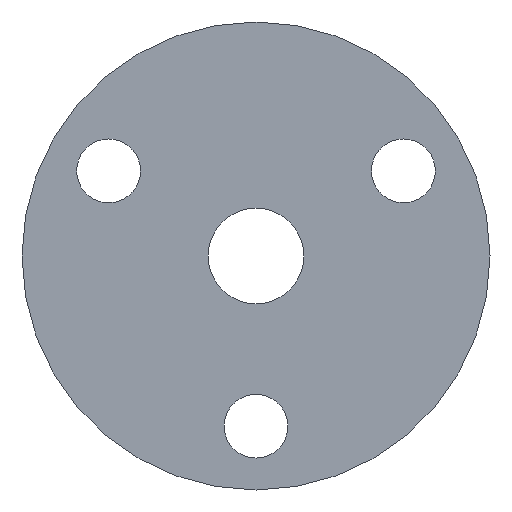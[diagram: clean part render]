
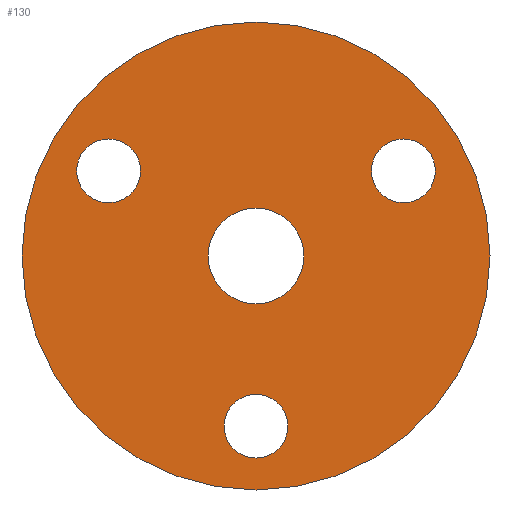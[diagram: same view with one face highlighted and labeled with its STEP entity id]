
A CAD part, front view. The second image highlights one B-rep face of the part: STEP entity #130.
In plain terms, the highlighted planar face has unit normal (0, -1, 0).
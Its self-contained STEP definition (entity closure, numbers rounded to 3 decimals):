
#35=PLANE('',#145);
#36=VERTEX_POINT('',#184);
#38=VERTEX_POINT('',#189);
#40=VERTEX_POINT('',#194);
#44=VERTEX_POINT('',#204);
#45=VERTEX_POINT('',#206);
#46=CIRCLE('',#134,1.5);
#48=CIRCLE('',#137,1.5);
#50=CIRCLE('',#140,1.5);
#54=CIRCLE('',#146,11.);
#55=CIRCLE('',#147,2.25);
#56=EDGE_CURVE('',#36,#36,#46,.T.);
#58=EDGE_CURVE('',#38,#38,#48,.T.);
#60=EDGE_CURVE('',#40,#40,#50,.T.);
#64=EDGE_CURVE('',#44,#44,#54,.T.);
#65=EDGE_CURVE('',#45,#45,#55,.T.);
#77=ORIENTED_EDGE('',*,*,#56,.T.);
#78=ORIENTED_EDGE('',*,*,#58,.T.);
#79=ORIENTED_EDGE('',*,*,#60,.T.);
#80=ORIENTED_EDGE('',*,*,#64,.F.);
#81=ORIENTED_EDGE('',*,*,#65,.T.);
#97=EDGE_LOOP('',(#77));
#98=EDGE_LOOP('',(#78));
#99=EDGE_LOOP('',(#79));
#100=EDGE_LOOP('',(#80));
#101=EDGE_LOOP('',(#81));
#117=FACE_BOUND('',#97,.T.);
#118=FACE_BOUND('',#98,.T.);
#119=FACE_BOUND('',#99,.T.);
#120=FACE_BOUND('',#100,.T.);
#121=FACE_BOUND('',#101,.T.);
#130=ADVANCED_FACE('',(#117,#118,#119,#120,#121),#35,.T.);
#134=AXIS2_PLACEMENT_3D('',#183,#152,#153);
#137=AXIS2_PLACEMENT_3D('',#188,#158,#159);
#140=AXIS2_PLACEMENT_3D('',#193,#164,#165);
#145=AXIS2_PLACEMENT_3D('',#202,#173,$);
#146=AXIS2_PLACEMENT_3D('',#203,#174,#175);
#147=AXIS2_PLACEMENT_3D('',#205,#176,#177);
#152=DIRECTION('',(0.,1.,0.));
#153=DIRECTION('',(1.5,0.,0.));
#158=DIRECTION('',(0.,1.,0.));
#159=DIRECTION('',(1.5,0.,0.));
#164=DIRECTION('',(0.,1.,0.));
#165=DIRECTION('',(1.5,0.,0.));
#173=DIRECTION('',(0.,-1.,0.));
#174=DIRECTION('',(0.,1.,0.));
#175=DIRECTION('',(-11.,0.,0.));
#176=DIRECTION('',(0.,1.,0.));
#177=DIRECTION('',(-2.25,0.,0.));
#183=CARTESIAN_POINT('',(6.928,0.,4.));
#184=CARTESIAN_POINT('',(5.428,0.,4.));
#188=CARTESIAN_POINT('',(-6.928,0.,4.));
#189=CARTESIAN_POINT('',(-8.428,0.,4.));
#193=CARTESIAN_POINT('',(0.,0.,-8.));
#194=CARTESIAN_POINT('',(-1.5,0.,-8.));
#202=CARTESIAN_POINT('',(-6.625,0.,0.));
#203=CARTESIAN_POINT('',(0.,0.,0.));
#204=CARTESIAN_POINT('',(-11.,0.,0.));
#205=CARTESIAN_POINT('',(0.,0.,0.));
#206=CARTESIAN_POINT('',(-2.25,0.,0.));
